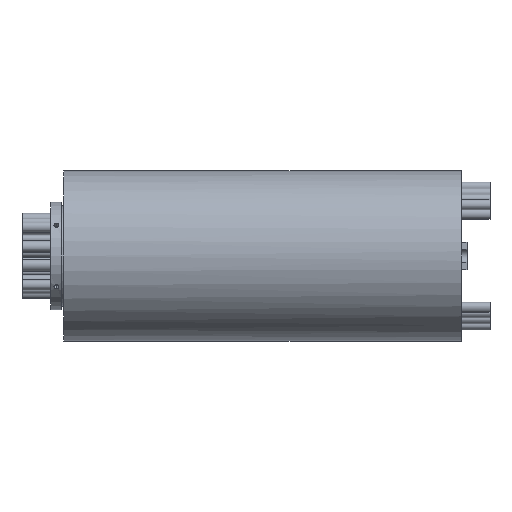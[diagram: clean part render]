
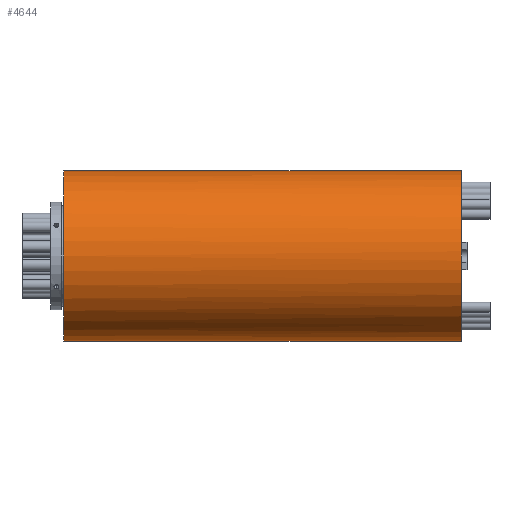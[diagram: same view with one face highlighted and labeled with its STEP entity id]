
A CAD part, front view. The second image highlights one B-rep face of the part: STEP entity #4644.
In plain terms, the highlighted cylindrical face has radius 59.5 mm (diameter 119 mm), a partial arc.
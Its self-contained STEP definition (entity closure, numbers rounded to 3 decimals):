
#153 = ORIENTED_EDGE ( 'NONE', *, *, #4879, .T. ) ;
#408 = CYLINDRICAL_SURFACE ( 'NONE', #3598, 59.5 ) ;
#551 = CARTESIAN_POINT ( 'NONE',  ( 287., 0., -59.5 ) ) ;
#567 = VECTOR ( 'NONE', #1705, 1000. ) ;
#694 = LINE ( 'NONE', #4956, #567 ) ;
#806 = VERTEX_POINT ( 'NONE', #6631 ) ;
#839 = ORIENTED_EDGE ( 'NONE', *, *, #4227, .F. ) ;
#870 = LINE ( 'NONE', #3708, #3725 ) ;
#936 = FACE_OUTER_BOUND ( 'NONE', #5915, .T. ) ;
#1003 = AXIS2_PLACEMENT_3D ( 'NONE', #1943, #5747, #2471 ) ;
#1103 = DIRECTION ( 'NONE',  ( -1., 0., 0. ) ) ;
#1476 = ORIENTED_EDGE ( 'NONE', *, *, #1778, .F. ) ;
#1580 = VERTEX_POINT ( 'NONE', #1666 ) ;
#1666 = CARTESIAN_POINT ( 'NONE',  ( 287., -58.696, 9.75 ) ) ;
#1677 = EDGE_CURVE ( 'NONE', #1580, #3449, #3501, .T. ) ;
#1705 = DIRECTION ( 'NONE',  ( -1., 0., 0. ) ) ;
#1751 = ORIENTED_EDGE ( 'NONE', *, *, #2172, .T. ) ;
#1778 = EDGE_CURVE ( 'NONE', #806, #4332, #6665, .T. ) ;
#1938 = CARTESIAN_POINT ( 'NONE',  ( 9., 0., 0. ) ) ;
#1943 = CARTESIAN_POINT ( 'NONE',  ( 287., 0., 0. ) ) ;
#2132 = VERTEX_POINT ( 'NONE', #6408 ) ;
#2161 = AXIS2_PLACEMENT_3D ( 'NONE', #1938, #5740, #2465 ) ;
#2172 = EDGE_CURVE ( 'NONE', #3449, #4332, #870, .T. ) ;
#2199 = DIRECTION ( 'NONE',  ( 0., 0., 1. ) ) ;
#2233 = CARTESIAN_POINT ( 'NONE',  ( 287., 0., 59.5 ) ) ;
#2465 = DIRECTION ( 'NONE',  ( 0., 0., 1. ) ) ;
#2471 = DIRECTION ( 'NONE',  ( 0., 0., 1. ) ) ;
#2857 = DIRECTION ( 'NONE',  ( -1., 0., 0. ) ) ;
#3449 = VERTEX_POINT ( 'NONE', #2233 ) ;
#3501 = CIRCLE ( 'NONE', #5576, 59.5 ) ;
#3598 = AXIS2_PLACEMENT_3D ( 'NONE', #3812, #3840, #2199 ) ;
#3708 = CARTESIAN_POINT ( 'NONE',  ( 0., 0., 59.5 ) ) ;
#3725 = VECTOR ( 'NONE', #6985, 1000. ) ;
#3812 = CARTESIAN_POINT ( 'NONE',  ( 0., 0., 0. ) ) ;
#3840 = DIRECTION ( 'NONE',  ( -1., 0., 0. ) ) ;
#4227 = EDGE_CURVE ( 'NONE', #4619, #806, #694, .T. ) ;
#4332 = VERTEX_POINT ( 'NONE', #6235 ) ;
#4371 = CARTESIAN_POINT ( 'NONE',  ( 287., 0., 0. ) ) ;
#4619 = VERTEX_POINT ( 'NONE', #551 ) ;
#4644 = ADVANCED_FACE ( 'NONE', ( #936 ), #408, .T. ) ;
#4879 = EDGE_CURVE ( 'NONE', #4619, #2132, #6229, .T. ) ;
#4919 = DIRECTION ( 'NONE',  ( 0., 0., -1. ) ) ;
#4945 = ORIENTED_EDGE ( 'NONE', *, *, #1677, .T. ) ;
#4956 = CARTESIAN_POINT ( 'NONE',  ( 0., 0., -59.5 ) ) ;
#5135 = AXIS2_PLACEMENT_3D ( 'NONE', #4371, #1103, #4919 ) ;
#5398 = CIRCLE ( 'NONE', #5135, 59.5 ) ;
#5576 = AXIS2_PLACEMENT_3D ( 'NONE', #6131, #2857, #6686 ) ;
#5740 = DIRECTION ( 'NONE',  ( -1., 0., 0. ) ) ;
#5747 = DIRECTION ( 'NONE',  ( -1., 0., 0. ) ) ;
#5915 = EDGE_LOOP ( 'NONE', ( #839, #153, #6099, #4945, #1751, #1476 ) ) ;
#6099 = ORIENTED_EDGE ( 'NONE', *, *, #6427, .T. ) ;
#6131 = CARTESIAN_POINT ( 'NONE',  ( 287., 0., 0. ) ) ;
#6229 = CIRCLE ( 'NONE', #1003, 59.5 ) ;
#6235 = CARTESIAN_POINT ( 'NONE',  ( 9., 0., 59.5 ) ) ;
#6408 = CARTESIAN_POINT ( 'NONE',  ( 287., -58.696, -9.75 ) ) ;
#6427 = EDGE_CURVE ( 'NONE', #2132, #1580, #5398, .T. ) ;
#6631 = CARTESIAN_POINT ( 'NONE',  ( 9., 0., -59.5 ) ) ;
#6665 = CIRCLE ( 'NONE', #2161, 59.5 ) ;
#6686 = DIRECTION ( 'NONE',  ( 0., 0., 1. ) ) ;
#6985 = DIRECTION ( 'NONE',  ( -1., 0., 0. ) ) ;
